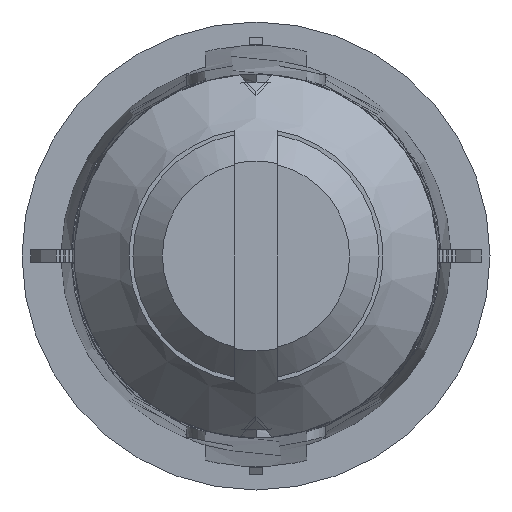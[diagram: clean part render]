
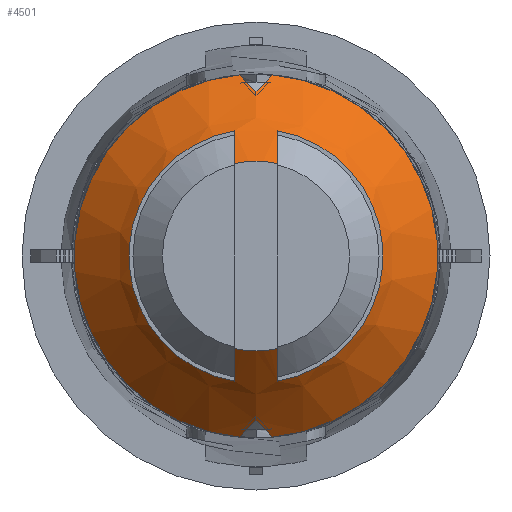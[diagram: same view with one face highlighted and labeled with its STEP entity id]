
A CAD part, left-side view. The second image highlights one B-rep face of the part: STEP entity #4501.
In plain terms, the highlighted conical face has half-angle 45 degrees and reference radius 3.55 mm.
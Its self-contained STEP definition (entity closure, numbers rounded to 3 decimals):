
#717=CIRCLE('',#4740,6.8);
#718=CIRCLE('',#4741,6.8);
#719=CIRCLE('',#4743,4.75);
#720=CIRCLE('',#4744,3.55);
#721=CIRCLE('',#4745,4.75);
#722=CIRCLE('',#4746,3.55);
#1232=ORIENTED_EDGE('',*,*,#2087,.F.);
#1233=ORIENTED_EDGE('',*,*,#1964,.F.);
#1234=ORIENTED_EDGE('',*,*,#1969,.F.);
#1235=ORIENTED_EDGE('',*,*,#2086,.F.);
#1236=ORIENTED_EDGE('',*,*,#1972,.F.);
#1237=ORIENTED_EDGE('',*,*,#1960,.F.);
#1238=ORIENTED_EDGE('',*,*,#2088,.F.);
#1239=ORIENTED_EDGE('',*,*,#1875,.F.);
#1240=ORIENTED_EDGE('',*,*,#2089,.T.);
#1241=ORIENTED_EDGE('',*,*,#1881,.F.);
#1242=ORIENTED_EDGE('',*,*,#2090,.F.);
#1243=ORIENTED_EDGE('',*,*,#1883,.F.);
#1244=ORIENTED_EDGE('',*,*,#2091,.T.);
#1245=ORIENTED_EDGE('',*,*,#1873,.F.);
#1873=EDGE_CURVE('',#2369,#2370,#2641,.T.);
#1875=EDGE_CURVE('',#2371,#2364,#2642,.T.);
#1881=EDGE_CURVE('',#2377,#2378,#2645,.T.);
#1883=EDGE_CURVE('',#2379,#2373,#2646,.T.);
#1960=EDGE_CURVE('',#2429,#2426,#2686,.T.);
#1964=EDGE_CURVE('',#2432,#2433,#2689,.T.);
#1969=EDGE_CURVE('',#2435,#2432,#2694,.T.);
#1972=EDGE_CURVE('',#2426,#2437,#2697,.T.);
#2086=EDGE_CURVE('',#2437,#2435,#717,.T.);
#2087=EDGE_CURVE('',#2433,#2429,#718,.T.);
#2088=EDGE_CURVE('',#2364,#2369,#719,.T.);
#2089=EDGE_CURVE('',#2371,#2378,#720,.T.);
#2090=EDGE_CURVE('',#2373,#2377,#721,.T.);
#2091=EDGE_CURVE('',#2379,#2370,#722,.T.);
#2364=VERTEX_POINT('',#6058);
#2369=VERTEX_POINT('',#6073);
#2370=VERTEX_POINT('',#6078);
#2371=VERTEX_POINT('',#6080);
#2373=VERTEX_POINT('',#6088);
#2377=VERTEX_POINT('',#6102);
#2378=VERTEX_POINT('',#6107);
#2379=VERTEX_POINT('',#6109);
#2426=VERTEX_POINT('',#6390);
#2429=VERTEX_POINT('',#6405);
#2432=VERTEX_POINT('',#6422);
#2433=VERTEX_POINT('',#6427);
#2435=VERTEX_POINT('',#6446);
#2437=VERTEX_POINT('',#6465);
#2641=B_SPLINE_CURVE_WITH_KNOTS('',3,(#6074,#6075,#6076,#6077),
 .UNSPECIFIED.,.F.,.F.,(4,4),(0.,0.002),
 .UNSPECIFIED.);
#2642=B_SPLINE_CURVE_WITH_KNOTS('',3,(#6081,#6082,#6083,#6084),
 .UNSPECIFIED.,.F.,.F.,(4,4),(0.011,0.012),
 .UNSPECIFIED.);
#2645=B_SPLINE_CURVE_WITH_KNOTS('',3,(#6103,#6104,#6105,#6106),
 .UNSPECIFIED.,.F.,.F.,(4,4),(0.,0.002),
 .UNSPECIFIED.);
#2646=B_SPLINE_CURVE_WITH_KNOTS('',3,(#6110,#6111,#6112,#6113),
 .UNSPECIFIED.,.F.,.F.,(4,4),(0.011,0.012),
 .UNSPECIFIED.);
#2686=B_SPLINE_CURVE_WITH_KNOTS('',3,(#6406,#6407,#6408,#6409),
 .UNSPECIFIED.,.F.,.F.,(4,4),(0.,0.001),
 .UNSPECIFIED.);
#2689=B_SPLINE_CURVE_WITH_KNOTS('',3,(#6423,#6424,#6425,#6426),
 .UNSPECIFIED.,.F.,.F.,(4,4),(0.,0.001),
 .UNSPECIFIED.);
#2694=B_SPLINE_CURVE_WITH_KNOTS('',3,(#6447,#6448,#6449,#6450),
 .UNSPECIFIED.,.F.,.F.,(4,4),(0.,0.001),
 .UNSPECIFIED.);
#2697=B_SPLINE_CURVE_WITH_KNOTS('',3,(#6461,#6462,#6463,#6464),
 .UNSPECIFIED.,.F.,.F.,(4,4),(0.,0.001),
 .UNSPECIFIED.);
#2854=EDGE_LOOP('',(#1232,#1233,#1234,#1235,#1236,#1237));
#2855=EDGE_LOOP('',(#1238,#1239,#1240,#1241,#1242,#1243,#1244,#1245));
#3046=FACE_BOUND('',#2854,.T.);
#3047=FACE_BOUND('',#2855,.T.);
#3157=CONICAL_SURFACE('',#4742,3.55,0.785);
#4501=ADVANCED_FACE('',(#3046,#3047),#3157,.T.);
#4740=AXIS2_PLACEMENT_3D('',#6961,#5220,#5221);
#4741=AXIS2_PLACEMENT_3D('',#6962,#5222,#5223);
#4742=AXIS2_PLACEMENT_3D('',#6963,#5224,#5225);
#4743=AXIS2_PLACEMENT_3D('',#6964,#5226,#5227);
#4744=AXIS2_PLACEMENT_3D('',#6965,#5228,#5229);
#4745=AXIS2_PLACEMENT_3D('',#6966,#5230,#5231);
#4746=AXIS2_PLACEMENT_3D('',#6967,#5232,#5233);
#5220=DIRECTION('',(1.,0.,0.));
#5221=DIRECTION('',(0.,0.,-1.));
#5222=DIRECTION('',(1.,0.,0.));
#5223=DIRECTION('',(0.,0.,-1.));
#5224=DIRECTION('',(1.,0.,0.));
#5225=DIRECTION('',(0.,0.,-1.));
#5226=DIRECTION('',(-1.,0.,0.));
#5227=DIRECTION('',(0.,0.,1.));
#5228=DIRECTION('',(1.,0.,0.));
#5229=DIRECTION('',(0.,0.,-1.));
#5230=DIRECTION('',(-1.,0.,0.));
#5231=DIRECTION('',(0.,0.,1.));
#5232=DIRECTION('',(1.,0.,0.));
#5233=DIRECTION('',(0.,0.,-1.));
#6058=CARTESIAN_POINT('',(-68.8,0.8,4.682));
#6073=CARTESIAN_POINT('',(-68.8,0.8,-4.682));
#6074=CARTESIAN_POINT('',(-68.8,0.8,-4.682));
#6075=CARTESIAN_POINT('',(-69.201,0.8,-4.275));
#6076=CARTESIAN_POINT('',(-69.601,0.8,-3.868));
#6077=CARTESIAN_POINT('',(-70.,0.8,-3.459));
#6078=CARTESIAN_POINT('',(-70.,0.8,-3.459));
#6080=CARTESIAN_POINT('',(-70.,0.8,3.459));
#6081=CARTESIAN_POINT('',(-70.,0.8,3.459));
#6082=CARTESIAN_POINT('',(-69.601,0.8,3.868));
#6083=CARTESIAN_POINT('',(-69.201,0.8,4.275));
#6084=CARTESIAN_POINT('',(-68.8,0.8,4.682));
#6088=CARTESIAN_POINT('',(-68.8,-0.8,-4.682));
#6102=CARTESIAN_POINT('',(-68.8,-0.8,4.682));
#6103=CARTESIAN_POINT('',(-68.8,-0.8,4.682));
#6104=CARTESIAN_POINT('',(-69.201,-0.8,4.275));
#6105=CARTESIAN_POINT('',(-69.601,-0.8,3.868));
#6106=CARTESIAN_POINT('',(-70.,-0.8,3.459));
#6107=CARTESIAN_POINT('',(-70.,-0.8,3.459));
#6109=CARTESIAN_POINT('',(-70.,-0.8,-3.459));
#6110=CARTESIAN_POINT('',(-70.,-0.8,-3.459));
#6111=CARTESIAN_POINT('',(-69.601,-0.8,-3.868));
#6112=CARTESIAN_POINT('',(-69.201,-0.8,-4.275));
#6113=CARTESIAN_POINT('',(-68.8,-0.8,-4.682));
#6390=CARTESIAN_POINT('',(-67.4,0.,6.15));
#6405=CARTESIAN_POINT('',(-66.75,0.604,6.773));
#6406=CARTESIAN_POINT('',(-66.75,0.604,6.773));
#6407=CARTESIAN_POINT('',(-66.973,0.408,6.567));
#6408=CARTESIAN_POINT('',(-67.19,0.206,6.36));
#6409=CARTESIAN_POINT('',(-67.4,0.,6.15));
#6422=CARTESIAN_POINT('',(-67.4,0.,-6.15));
#6423=CARTESIAN_POINT('',(-67.4,0.,-6.15));
#6424=CARTESIAN_POINT('',(-67.19,0.206,-6.36));
#6425=CARTESIAN_POINT('',(-66.973,0.408,-6.567));
#6426=CARTESIAN_POINT('',(-66.75,0.604,-6.773));
#6427=CARTESIAN_POINT('',(-66.75,0.604,-6.773));
#6446=CARTESIAN_POINT('',(-66.75,-0.604,-6.773));
#6447=CARTESIAN_POINT('',(-66.75,-0.604,-6.773));
#6448=CARTESIAN_POINT('',(-66.973,-0.408,-6.567));
#6449=CARTESIAN_POINT('',(-67.19,-0.206,-6.36));
#6450=CARTESIAN_POINT('',(-67.4,0.,-6.15));
#6461=CARTESIAN_POINT('',(-67.4,0.,6.15));
#6462=CARTESIAN_POINT('',(-67.19,-0.206,6.36));
#6463=CARTESIAN_POINT('',(-66.973,-0.408,6.567));
#6464=CARTESIAN_POINT('',(-66.75,-0.604,6.773));
#6465=CARTESIAN_POINT('',(-66.75,-0.604,6.773));
#6961=CARTESIAN_POINT('',(-66.75,0.,0.));
#6962=CARTESIAN_POINT('',(-66.75,0.,0.));
#6963=CARTESIAN_POINT('',(-70.,0.,0.));
#6964=CARTESIAN_POINT('',(-68.8,0.,0.));
#6965=CARTESIAN_POINT('',(-70.,0.,0.));
#6966=CARTESIAN_POINT('',(-68.8,0.,0.));
#6967=CARTESIAN_POINT('',(-70.,0.,0.));
